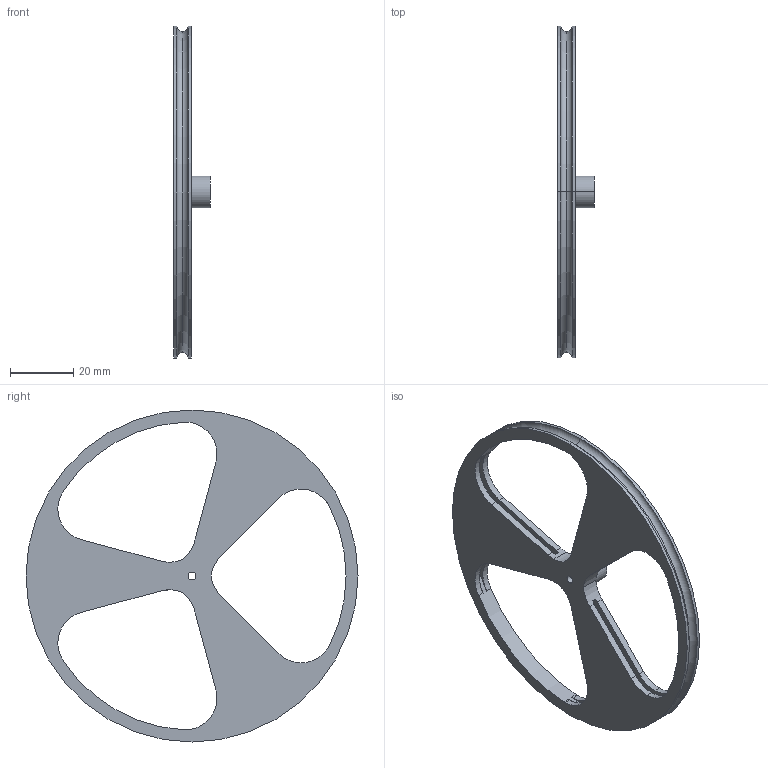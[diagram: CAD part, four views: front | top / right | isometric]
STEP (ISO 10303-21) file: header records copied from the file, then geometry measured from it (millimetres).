
FILE_DESCRIPTION (( 'STEP AP214' ), '1' );
FILE_NAME ('wheel.STEP', '2024-05-29T17:47:12', ( '' ), ( '' ), 'SwSTEP 2.0', 'SolidWorks 2023', '' );
FILE_SCHEMA (( 'AUTOMOTIVE_DESIGN' ));
Length unit declared in the file: millimetre
Products named in the file (1): wheel
Bounding box: 11.53 x 104.72 x 104.72 mm (x, y, z)
Volume: 16364 mm3; surface area: 17840.5 mm2
Topology: 1 solids, 1 shells, 66 faces, 198 edges, 130 vertices
Faces by surface type: cylinder 38, plane 24, torus 4
Entity records: 2331 total; most frequent: DIRECTION 438, ORIENTED_EDGE 396, CARTESIAN_POINT 395, EDGE_CURVE 198, AXIS2_PLACEMENT_3D 173, VERTEX_POINT 130, CIRCLE 106, LINE 92
